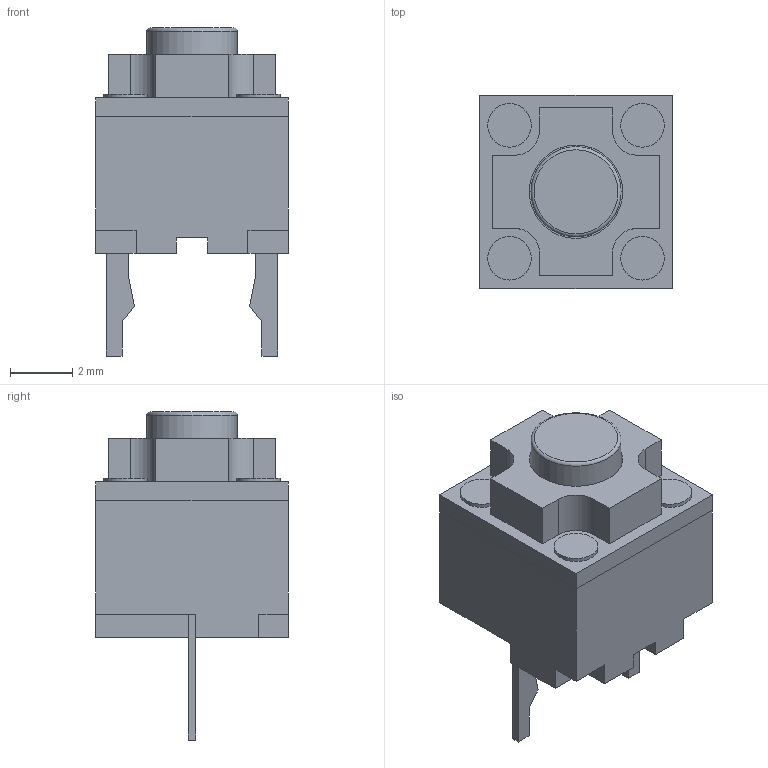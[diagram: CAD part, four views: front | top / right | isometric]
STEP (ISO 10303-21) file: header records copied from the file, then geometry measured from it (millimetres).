
FILE_DESCRIPTION(/* description */ (''),/* implementation_level */ '2;1');
FILE_NAME(/* name */ 'microSwitch_Kailh_6x6x7.3 (MI627301D07).step',/* time_stamp */ '2025-05-05T11:15:40+07:00',/* author */ (''),/* organization */ (''),/* preprocessor_version */ 'ST-DEVELOPER v20.1',/* originating_system */ 'Autodesk Translation Framework v14.4.0.0',/* authorisation */ '');
FILE_SCHEMA (('AUTOMOTIVE_DESIGN { 1 0 10303 214 3 1 1 }'));
Length unit declared in the file: millimetre
Products named in the file (1): microSwitch_Kailh_6x6x7.3 (MI627301D07)
Bounding box: 6.2 x 6.2 x 10.55 mm (x, y, z)
Volume: 216.8 mm3; surface area: 380.4 mm2
Topology: 9 solids, 9 shells, 81 faces, 182 edges, 121 vertices
Faces by surface type: plane 70, cylinder 10, torus 1
Full cylindrical faces by diameter (mm): 1.4 x4, 2.9 x1, 3 x1
Entity records: 2283 total; most frequent: CARTESIAN_POINT 385, DIRECTION 368, ORIENTED_EDGE 364, EDGE_CURVE 182, LINE 160, VECTOR 160, VERTEX_POINT 121, AXIS2_PLACEMENT_3D 104
